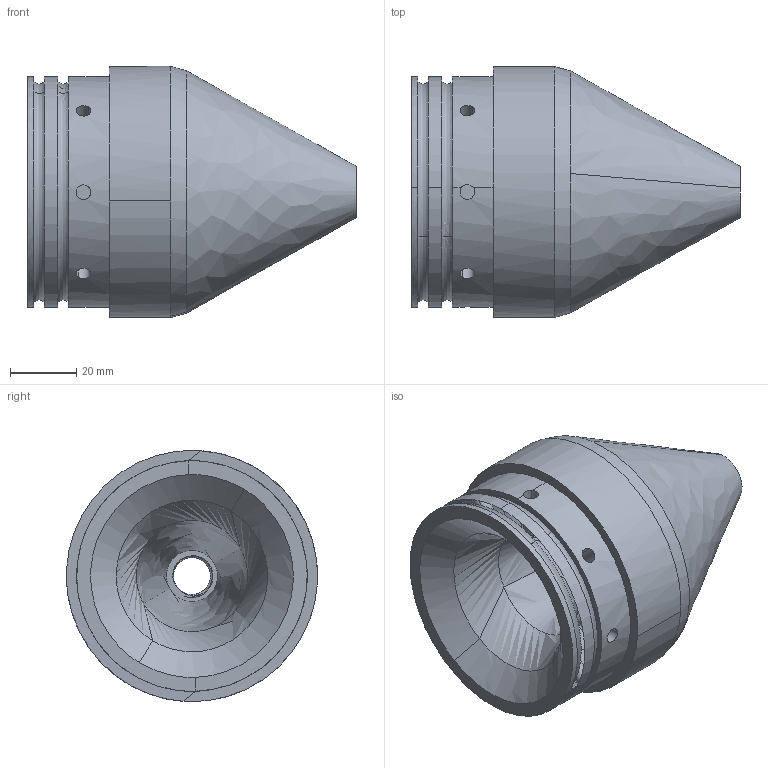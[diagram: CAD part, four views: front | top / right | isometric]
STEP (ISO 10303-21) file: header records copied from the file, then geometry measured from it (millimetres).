
FILE_DESCRIPTION(/* description */ (''),/* implementation_level */ '2;1');
FILE_NAME(/* name */ 'TubeBottom',/* time_stamp */ '2025-08-16T00:15:00-04:00',/* author */ (''),/* organization */ (''),/* preprocessor_version */ 'ST-DEVELOPER v16.5',/* originating_system */ 'Rhino 7.38',/* authorisation */ '');
FILE_SCHEMA (('CONFIG_CONTROL_DESIGN'));
Length unit declared in the file: millimetre
Products named in the file (1): Document
Bounding box: 99.56 x 76.04 x 76.06 mm (x, y, z)
Volume: 220970.1 mm3; surface area: 33808.5 mm2
Topology: 1 solids, 1 shells, 103 faces, 259 edges, 164 vertices
Faces by surface type: bspline 63, cylinder 24, plane 16
Entity records: 12157 total; most frequent: CARTESIAN_POINT 10530, ORIENTED_EDGE 518, EDGE_CURVE 259, VERTEX_POINT 164, B_SPLINE_CURVE_WITH_KNOTS 145, EDGE_LOOP 111, ADVANCED_FACE 103, FACE_OUTER_BOUND 103
